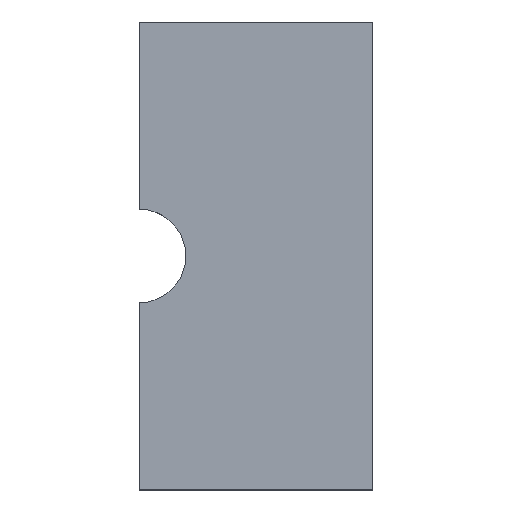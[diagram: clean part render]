
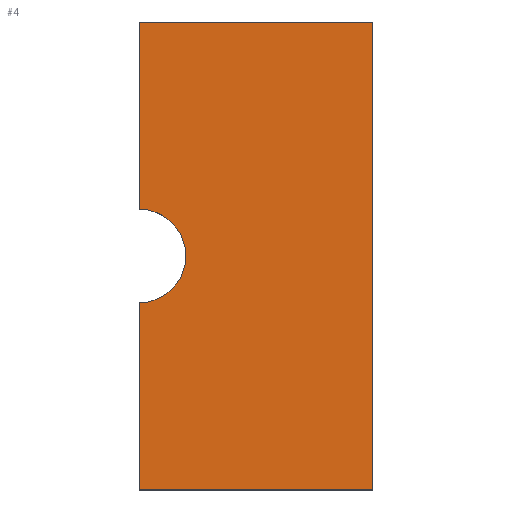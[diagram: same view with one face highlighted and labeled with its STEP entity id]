
A CAD part, top view. The second image highlights one B-rep face of the part: STEP entity #4.
In plain terms, the highlighted planar face has unit normal (0, 0, 1).
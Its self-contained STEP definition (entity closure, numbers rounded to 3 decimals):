
#2 = DIRECTION ( 'NONE',  ( 1., 0., 0. ) ) ;
#4 = ADVANCED_FACE ( 'NONE', ( #170 ), #333, .F. ) ;
#10 = ORIENTED_EDGE ( 'NONE', *, *, #212, .T. ) ;
#17 = CARTESIAN_POINT ( 'NONE',  ( 0., 0., 1. ) ) ;
#25 = CARTESIAN_POINT ( 'NONE',  ( 4., 0., 1. ) ) ;
#31 = EDGE_CURVE ( 'NONE', #165, #134, #98, .T. ) ;
#40 = EDGE_CURVE ( 'NONE', #196, #59, #75, .T. ) ;
#43 = VECTOR ( 'NONE', #123, 1000. ) ;
#49 = CARTESIAN_POINT ( 'NONE',  ( 0., 0., 1. ) ) ;
#51 = DIRECTION ( 'NONE',  ( 1., 0., 0. ) ) ;
#54 = VECTOR ( 'NONE', #104, 1000. ) ;
#59 = VERTEX_POINT ( 'NONE', #306 ) ;
#75 = CIRCLE ( 'NONE', #331, 4. ) ;
#77 = LINE ( 'NONE', #309, #154 ) ;
#98 = LINE ( 'NONE', #252, #178 ) ;
#104 = DIRECTION ( 'NONE',  ( 0., 1., 0. ) ) ;
#121 = DIRECTION ( 'NONE',  ( 0., 0., 1. ) ) ;
#123 = DIRECTION ( 'NONE',  ( -1., 0., 0. ) ) ;
#134 = VERTEX_POINT ( 'NONE', #167 ) ;
#142 = AXIS2_PLACEMENT_3D ( 'NONE', #49, #208, #51 ) ;
#144 = VECTOR ( 'NONE', #282, 1000. ) ;
#154 = VECTOR ( 'NONE', #2, 1000. ) ;
#155 = EDGE_CURVE ( 'NONE', #269, #322, #172, .T. ) ;
#165 = VERTEX_POINT ( 'NONE', #285 ) ;
#166 = ORIENTED_EDGE ( 'NONE', *, *, #289, .T. ) ;
#167 = CARTESIAN_POINT ( 'NONE',  ( 0., -4., 1. ) ) ;
#170 = FACE_OUTER_BOUND ( 'NONE', #247, .T. ) ;
#172 = LINE ( 'NONE', #210, #144 ) ;
#178 = VECTOR ( 'NONE', #332, 1000. ) ;
#182 = CARTESIAN_POINT ( 'NONE',  ( 20., 20., 1. ) ) ;
#184 = ORIENTED_EDGE ( 'NONE', *, *, #232, .F. ) ;
#194 = ORIENTED_EDGE ( 'NONE', *, *, #31, .F. ) ;
#196 = VERTEX_POINT ( 'NONE', #25 ) ;
#199 = DIRECTION ( 'NONE',  ( 0., 0., -1. ) ) ;
#205 = CIRCLE ( 'NONE', #142, 4. ) ;
#207 = CARTESIAN_POINT ( 'NONE',  ( 0., 20., 1. ) ) ;
#208 = DIRECTION ( 'NONE',  ( 0., 0., 1. ) ) ;
#210 = CARTESIAN_POINT ( 'NONE',  ( 20., -20., 1. ) ) ;
#212 = EDGE_CURVE ( 'NONE', #165, #269, #77, .T. ) ;
#217 = ORIENTED_EDGE ( 'NONE', *, *, #40, .F. ) ;
#225 = DIRECTION ( 'NONE',  ( -1., 0., 0. ) ) ;
#228 = DIRECTION ( 'NONE',  ( 1., 0., 0. ) ) ;
#229 = CARTESIAN_POINT ( 'NONE',  ( 0., 0., 1. ) ) ;
#232 = EDGE_CURVE ( 'NONE', #134, #196, #205, .T. ) ;
#236 = LINE ( 'NONE', #286, #54 ) ;
#238 = CARTESIAN_POINT ( 'NONE',  ( -20., 20., 1. ) ) ;
#240 = VERTEX_POINT ( 'NONE', #207 ) ;
#245 = ORIENTED_EDGE ( 'NONE', *, *, #335, .F. ) ;
#247 = EDGE_LOOP ( 'NONE', ( #166, #245, #217, #184, #194, #10, #318 ) ) ;
#252 = CARTESIAN_POINT ( 'NONE',  ( 0., 20., 1. ) ) ;
#254 = AXIS2_PLACEMENT_3D ( 'NONE', #229, #199, #225 ) ;
#269 = VERTEX_POINT ( 'NONE', #283 ) ;
#282 = DIRECTION ( 'NONE',  ( 0., 1., 0. ) ) ;
#283 = CARTESIAN_POINT ( 'NONE',  ( 20., -20., 1. ) ) ;
#285 = CARTESIAN_POINT ( 'NONE',  ( 0., -20., 1. ) ) ;
#286 = CARTESIAN_POINT ( 'NONE',  ( 0., 20., 1. ) ) ;
#289 = EDGE_CURVE ( 'NONE', #322, #240, #310, .T. ) ;
#306 = CARTESIAN_POINT ( 'NONE',  ( 0., 4., 1. ) ) ;
#309 = CARTESIAN_POINT ( 'NONE',  ( -20., -20., 1. ) ) ;
#310 = LINE ( 'NONE', #238, #43 ) ;
#318 = ORIENTED_EDGE ( 'NONE', *, *, #155, .T. ) ;
#322 = VERTEX_POINT ( 'NONE', #182 ) ;
#331 = AXIS2_PLACEMENT_3D ( 'NONE', #17, #121, #228 ) ;
#332 = DIRECTION ( 'NONE',  ( 0., 1., 0. ) ) ;
#333 = PLANE ( 'NONE',  #254 ) ;
#335 = EDGE_CURVE ( 'NONE', #59, #240, #236, .T. ) ;
